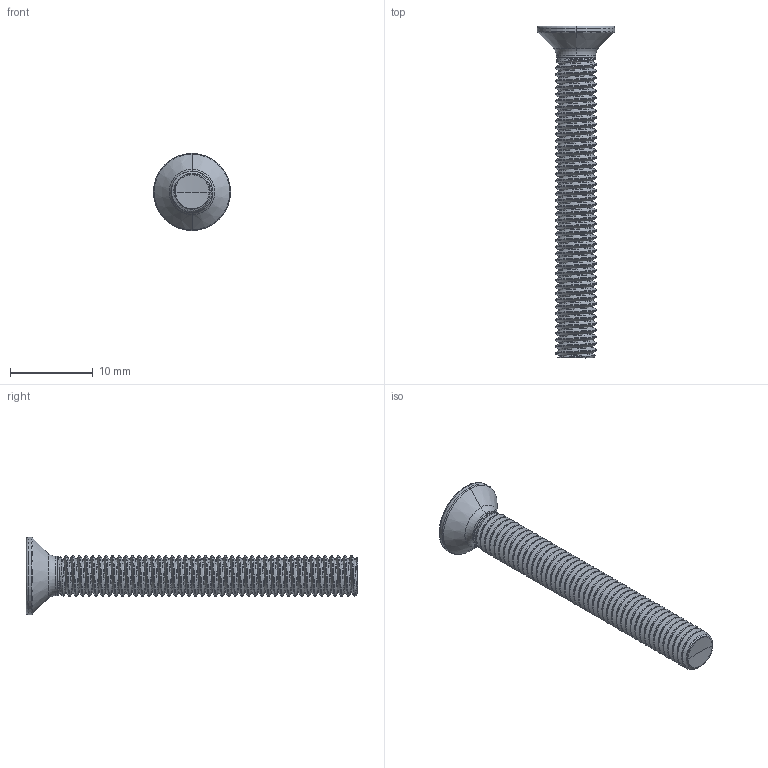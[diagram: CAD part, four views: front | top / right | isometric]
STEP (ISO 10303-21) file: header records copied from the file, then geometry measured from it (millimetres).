
FILE_DESCRIPTION (( 'STEP AP203' ), '1' );
FILE_NAME ('STM410500400.STEP', '2020-12-18T17:28:15', ( '' ), ( '' ), 'SwSTEP 2.0', 'SolidWorks 2015', '' );
FILE_SCHEMA (( 'CONFIG_CONTROL_DESIGN' ));
Length unit declared in the file: millimetre
Products named in the file (2): STM410500400
Bounding box: 9.3 x 40 x 9.3 mm (x, y, z)
Volume: 709.9 mm3; surface area: 1063.2 mm2
Topology: 1 solids, 1 shells, 163 faces, 452 edges, 290 vertices
Faces by surface type: cylinder 114, bspline 18, cone 15, torus 9, plane 5, sphere 2
Entity records: 43418 total; most frequent: CARTESIAN_POINT 39829, ORIENTED_EDGE 900, DIRECTION 546, EDGE_CURVE 450, VERTEX_POINT 290, AXIS2_PLACEMENT_3D 209, EDGE_LOOP 164, FACE_OUTER_BOUND 163
